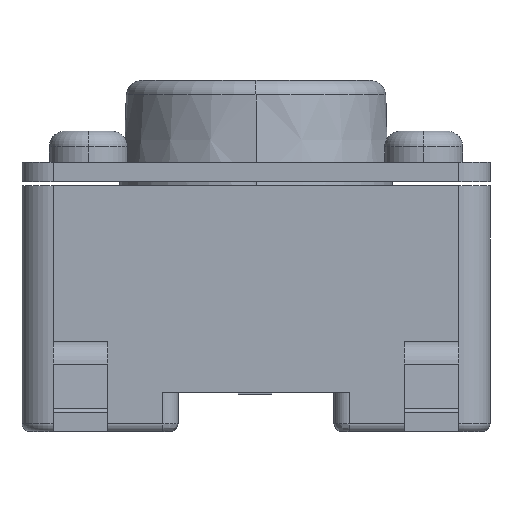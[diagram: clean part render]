
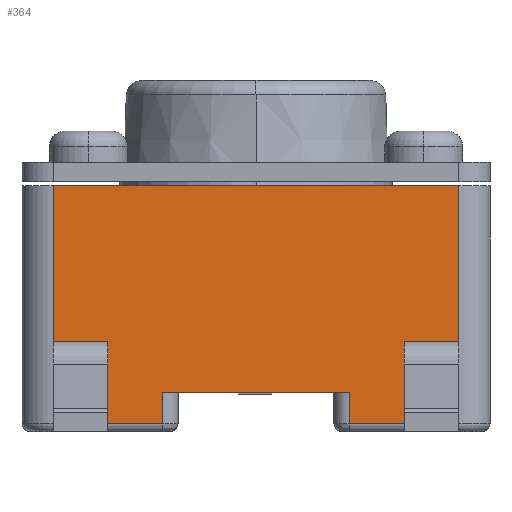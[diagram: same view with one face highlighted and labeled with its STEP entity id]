
A CAD part, left-side view. The second image highlights one B-rep face of the part: STEP entity #364.
In plain terms, the highlighted planar face has unit normal (-1, 0, 0).
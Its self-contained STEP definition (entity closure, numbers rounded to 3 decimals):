
#134 = VERTEX_POINT('',#135);
#135 = CARTESIAN_POINT('',(-3.,-2.6,
    0.9));
#208 = VERTEX_POINT('',#209);
#209 = CARTESIAN_POINT('',(-3.,-2.6,1.15
    ));
#338 = EDGE_CURVE('',#134,#339,#341,.T.);
#339 = VERTEX_POINT('',#340);
#340 = CARTESIAN_POINT('',(-3.,-1.9,
    0.9));
#341 = LINE('',#342,#343);
#342 = CARTESIAN_POINT('',(-3.,-2.6,
    0.9));
#343 = VECTOR('',#344,1.);
#344 = DIRECTION('',(0.,1.,0.));
#364 = ADVANCED_FACE('',(#365),#484,.T.);
#365 = FACE_BOUND('',#366,.F.);
#366 = EDGE_LOOP('',(#367,#375,#376,#384,#392,#400,#408,#416,#424,#432,
    #440,#448,#456,#464,#472,#478));
#367 = ORIENTED_EDGE('',*,*,#368,.F.);
#368 = EDGE_CURVE('',#339,#369,#371,.T.);
#369 = VERTEX_POINT('',#370);
#370 = CARTESIAN_POINT('',(-3.,-1.9,1.15
    ));
#371 = LINE('',#372,#373);
#372 = CARTESIAN_POINT('',(-3.,-1.9,
    0.9));
#373 = VECTOR('',#374,1.);
#374 = DIRECTION('',(0.,0.,1.));
#375 = ORIENTED_EDGE('',*,*,#338,.F.);
#376 = ORIENTED_EDGE('',*,*,#377,.T.);
#377 = EDGE_CURVE('',#134,#378,#380,.T.);
#378 = VERTEX_POINT('',#379);
#379 = CARTESIAN_POINT('',(-3.,-2.6,
    0.1));
#380 = LINE('',#381,#382);
#381 = CARTESIAN_POINT('',(-3.,-2.6,
    0.9));
#382 = VECTOR('',#383,1.);
#383 = DIRECTION('',(0.,0.,-1.));
#384 = ORIENTED_EDGE('',*,*,#385,.T.);
#385 = EDGE_CURVE('',#378,#386,#388,.T.);
#386 = VERTEX_POINT('',#387);
#387 = CARTESIAN_POINT('',(-3.,-1.2,
    0.1));
#388 = LINE('',#389,#390);
#389 = CARTESIAN_POINT('',(-3.,-2.6,
    0.1));
#390 = VECTOR('',#391,1.);
#391 = DIRECTION('',(0.,1.,0.));
#392 = ORIENTED_EDGE('',*,*,#393,.F.);
#393 = EDGE_CURVE('',#394,#386,#396,.T.);
#394 = VERTEX_POINT('',#395);
#395 = CARTESIAN_POINT('',(-3.,-1.2,
    0.5));
#396 = LINE('',#397,#398);
#397 = CARTESIAN_POINT('',(-3.,-1.2,
    0.5));
#398 = VECTOR('',#399,1.);
#399 = DIRECTION('',(0.,0.,-1.));
#400 = ORIENTED_EDGE('',*,*,#401,.F.);
#401 = EDGE_CURVE('',#402,#394,#404,.T.);
#402 = VERTEX_POINT('',#403);
#403 = CARTESIAN_POINT('',(-3.,1.2,0.5
    ));
#404 = LINE('',#405,#406);
#405 = CARTESIAN_POINT('',(-3.,1.2,0.5
    ));
#406 = VECTOR('',#407,1.);
#407 = DIRECTION('',(0.,-1.,0.));
#408 = ORIENTED_EDGE('',*,*,#409,.F.);
#409 = EDGE_CURVE('',#410,#402,#412,.T.);
#410 = VERTEX_POINT('',#411);
#411 = CARTESIAN_POINT('',(-3.,1.2,
    0.1));
#412 = LINE('',#413,#414);
#413 = CARTESIAN_POINT('',(-3.,1.2,
    0.1));
#414 = VECTOR('',#415,1.);
#415 = DIRECTION('',(0.,0.,1.));
#416 = ORIENTED_EDGE('',*,*,#417,.T.);
#417 = EDGE_CURVE('',#410,#418,#420,.T.);
#418 = VERTEX_POINT('',#419);
#419 = CARTESIAN_POINT('',(-3.,2.6,
    0.1));
#420 = LINE('',#421,#422);
#421 = CARTESIAN_POINT('',(-3.,1.2,
    0.1));
#422 = VECTOR('',#423,1.);
#423 = DIRECTION('',(0.,1.,0.));
#424 = ORIENTED_EDGE('',*,*,#425,.T.);
#425 = EDGE_CURVE('',#418,#426,#428,.T.);
#426 = VERTEX_POINT('',#427);
#427 = CARTESIAN_POINT('',(-3.,2.6,0.9
    ));
#428 = LINE('',#429,#430);
#429 = CARTESIAN_POINT('',(-3.,2.6,
    0.1));
#430 = VECTOR('',#431,1.);
#431 = DIRECTION('',(0.,0.,1.));
#432 = ORIENTED_EDGE('',*,*,#433,.T.);
#433 = EDGE_CURVE('',#426,#434,#436,.T.);
#434 = VERTEX_POINT('',#435);
#435 = CARTESIAN_POINT('',(-3.,1.9,0.9
    ));
#436 = LINE('',#437,#438);
#437 = CARTESIAN_POINT('',(-3.,2.6,0.9
    ));
#438 = VECTOR('',#439,1.);
#439 = DIRECTION('',(0.,-1.,0.));
#440 = ORIENTED_EDGE('',*,*,#441,.T.);
#441 = EDGE_CURVE('',#434,#442,#444,.T.);
#442 = VERTEX_POINT('',#443);
#443 = CARTESIAN_POINT('',(-3.,1.9,1.15)
  );
#444 = LINE('',#445,#446);
#445 = CARTESIAN_POINT('',(-3.,1.9,0.9
    ));
#446 = VECTOR('',#447,1.);
#447 = DIRECTION('',(0.,0.,1.));
#448 = ORIENTED_EDGE('',*,*,#449,.F.);
#449 = EDGE_CURVE('',#450,#442,#452,.T.);
#450 = VERTEX_POINT('',#451);
#451 = CARTESIAN_POINT('',(-3.,2.6,1.15)
  );
#452 = LINE('',#453,#454);
#453 = CARTESIAN_POINT('',(-3.,2.6,1.15)
  );
#454 = VECTOR('',#455,1.);
#455 = DIRECTION('',(0.,-1.,0.));
#456 = ORIENTED_EDGE('',*,*,#457,.T.);
#457 = EDGE_CURVE('',#450,#458,#460,.T.);
#458 = VERTEX_POINT('',#459);
#459 = CARTESIAN_POINT('',(-3.,2.6,3.15
    ));
#460 = LINE('',#461,#462);
#461 = CARTESIAN_POINT('',(-3.,2.6,1.15)
  );
#462 = VECTOR('',#463,1.);
#463 = DIRECTION('',(0.,0.,1.));
#464 = ORIENTED_EDGE('',*,*,#465,.T.);
#465 = EDGE_CURVE('',#458,#466,#468,.T.);
#466 = VERTEX_POINT('',#467);
#467 = CARTESIAN_POINT('',(-3.,-2.6,
    3.15));
#468 = LINE('',#469,#470);
#469 = CARTESIAN_POINT('',(-3.,2.6,3.15
    ));
#470 = VECTOR('',#471,1.);
#471 = DIRECTION('',(0.,-1.,0.));
#472 = ORIENTED_EDGE('',*,*,#473,.T.);
#473 = EDGE_CURVE('',#466,#208,#474,.T.);
#474 = LINE('',#475,#476);
#475 = CARTESIAN_POINT('',(-3.,-2.6,
    3.15));
#476 = VECTOR('',#477,1.);
#477 = DIRECTION('',(0.,0.,-1.));
#478 = ORIENTED_EDGE('',*,*,#479,.T.);
#479 = EDGE_CURVE('',#208,#369,#480,.T.);
#480 = LINE('',#481,#482);
#481 = CARTESIAN_POINT('',(-3.,-2.6,1.15
    ));
#482 = VECTOR('',#483,1.);
#483 = DIRECTION('',(0.,1.,0.));
#484 = PLANE('',#485);
#485 = AXIS2_PLACEMENT_3D('',#486,#487,#488);
#486 = CARTESIAN_POINT('',(-3.,3.,0.5
    ));
#487 = DIRECTION('',(-1.,0.,0.));
#488 = DIRECTION('',(0.,-1.,0.));
